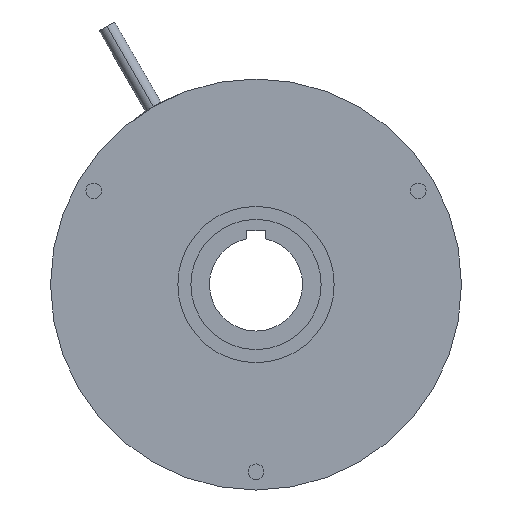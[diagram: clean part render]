
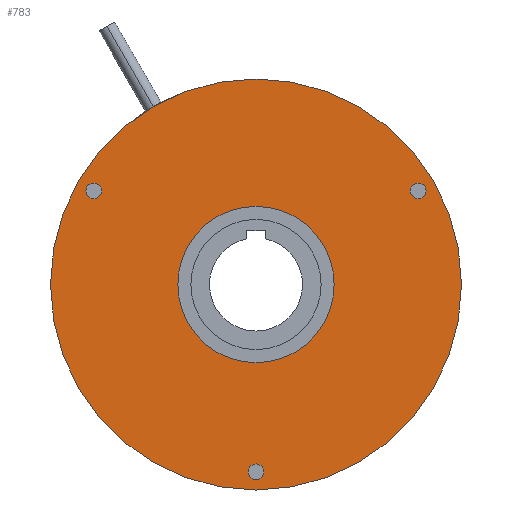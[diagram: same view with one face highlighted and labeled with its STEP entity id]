
A CAD part, left-side view. The second image highlights one B-rep face of the part: STEP entity #783.
In plain terms, the highlighted planar face has unit normal (-1, 0, 0).
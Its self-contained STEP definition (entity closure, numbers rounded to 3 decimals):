
#547=CARTESIAN_POINT('POINT89',(0.,
   0.,63.119));
#548=VERTEX_POINT('VERTEX89',#547);
#555=CARTESIAN_POINT('POINT90',(0.,
   0.,-63.119));
#556=VERTEX_POINT('VERTEX90',#555);
#557=CARTESIAN_POINT('POS123',(0.,0.,0.))
   ;
#558=DIRECTION('DIR194',(-1.,0.,0.));
#559=DIRECTION('DIR195',(0.,0.,1.));
#560=AXIS2_PLACEMENT_3D('AXIS72',#557,#558,#559);
#561=CIRCLE('ELLIPSE36',#560,63.119);
#562=EDGE_CURVE('EDGE128',#556,#548,#561,.T.);
#582=EDGE_CURVE('EDGE130',#548,#556,#561,.T.);
#587=CARTESIAN_POINT('POINT91',(0.,
   -2.413,-57.531));
#588=VERTEX_POINT('VERTEX91',#587);
#595=CARTESIAN_POINT('POINT92',(0.,
   2.413,-57.531));
#596=VERTEX_POINT('VERTEX92',#595);
#597=CARTESIAN_POINT('POS127',(0.,
   0.,-57.531));
#598=DIRECTION('DIR200',(1.,0.,
   0.));
#599=DIRECTION('DIR201',(0.,-1.,
   0.));
#600=AXIS2_PLACEMENT_3D('AXIS74',#597,#598,#599);
#601=CIRCLE('ELLIPSE37',#600,2.413);
#602=EDGE_CURVE('EDGE132',#596,#588,#601,.T.);
#622=EDGE_CURVE('EDGE134',#588,#596,#601,.T.);
#627=CARTESIAN_POINT('POINT93',(0.,
   51.03,26.676));
#628=VERTEX_POINT('VERTEX93',#627);
#635=CARTESIAN_POINT('POINT94',(0.,
   48.617,30.855));
#636=VERTEX_POINT('VERTEX94',#635);
#637=CARTESIAN_POINT('POS131',(0.,
   49.823,28.766));
#638=DIRECTION('DIR206',(1.,0.,
   0.));
#639=DIRECTION('DIR207',(0.,0.5,
   -0.866));
#640=AXIS2_PLACEMENT_3D('AXIS76',#637,#638,#639);
#641=CIRCLE('ELLIPSE38',#640,2.413);
#642=EDGE_CURVE('EDGE136',#636,#628,#641,.T.);
#662=EDGE_CURVE('EDGE138',#628,#636,#641,.T.);
#667=CARTESIAN_POINT('POINT95',(0.,
   -48.617,30.855));
#668=VERTEX_POINT('VERTEX95',#667);
#675=CARTESIAN_POINT('POINT96',(0.,
   -51.03,26.676));
#676=VERTEX_POINT('VERTEX96',#675);
#677=CARTESIAN_POINT('POS135',(0.,
   -49.823,28.766));
#678=DIRECTION('DIR212',(1.,0.,
   0.));
#679=DIRECTION('DIR213',(0.,0.5,
   0.866));
#680=AXIS2_PLACEMENT_3D('AXIS78',#677,#678,#679);
#681=CIRCLE('ELLIPSE39',#680,2.413);
#682=EDGE_CURVE('EDGE140',#676,#668,#681,.T.);
#702=EDGE_CURVE('EDGE142',#668,#676,#681,.T.);
#747=ORIENTED_EDGE('COEDGE283',*,*,#702,.T.);
#748=ORIENTED_EDGE('COEDGE284',*,*,#682,.T.);
#749=EDGE_LOOP('NONE',(#747,#748));
#750=FACE_BOUND('LOOP1',#749,.T.);
#751=ORIENTED_EDGE('COEDGE285',*,*,#662,.T.);
#752=ORIENTED_EDGE('COEDGE286',*,*,#642,.T.);
#753=EDGE_LOOP('NONE',(#751,#752));
#754=FACE_BOUND('LOOP1',#753,.T.);
#755=ORIENTED_EDGE('COEDGE287',*,*,#622,.T.);
#756=ORIENTED_EDGE('COEDGE288',*,*,#602,.T.);
#757=EDGE_LOOP('NONE',(#755,#756));
#758=FACE_BOUND('LOOP1',#757,.T.);
#759=CARTESIAN_POINT('POINT99',(0.,
   0.,24.003));
#760=VERTEX_POINT('VERTEX99',#759);
#761=CARTESIAN_POINT('POINT100',(0.,
   0.,-24.003));
#762=VERTEX_POINT('VERTEX100',#761);
#763=CARTESIAN_POINT('POS142',(0.,0.,0.))
   ;
#764=DIRECTION('DIR223',(-1.,0.,0.));
#765=DIRECTION('DIR224',(0.,0.,1.));
#766=AXIS2_PLACEMENT_3D('AXIS82',#763,#764,#765);
#767=CIRCLE('ELLIPSE41',#766,24.003);
#768=EDGE_CURVE('EDGE147',#760,#762,#767,.T.);
#769=ORIENTED_EDGE('COEDGE289',*,*,#768,.F.);
#770=EDGE_CURVE('EDGE148',#762,#760,#767,.T.);
#771=ORIENTED_EDGE('COEDGE290',*,*,#770,.F.);
#772=EDGE_LOOP('NONE',(#769,#771));
#773=FACE_BOUND('LOOP1',#772,.T.);
#774=ORIENTED_EDGE('COEDGE291',*,*,#582,.T.);
#775=ORIENTED_EDGE('COEDGE292',*,*,#562,.T.);
#776=EDGE_LOOP('NONE',(#774,#775));
#777=FACE_BOUND('LOOP1',#776,.T.);
#778=CARTESIAN_POINT('POS143',(0.,
   0.,43.561));
#779=DIRECTION('DIR225',(-1.,0.,0.));
#780=DIRECTION('DIR226',(0.,1.,0.));
#781=AXIS2_PLACEMENT_3D('AXIS83',#778,#779,#780);
#782=PLANE('PLANE21',#781);
#783=ADVANCED_FACE('FACE63',(#750,#754,#758,#773,#777),#782,.T.);
